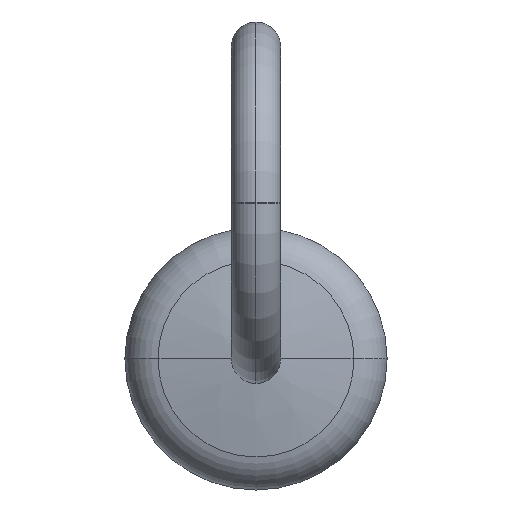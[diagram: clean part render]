
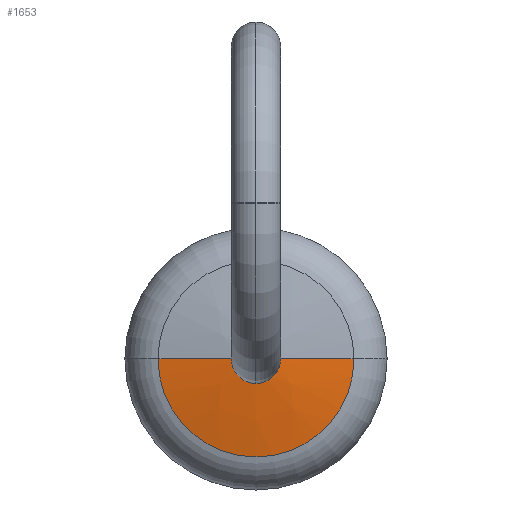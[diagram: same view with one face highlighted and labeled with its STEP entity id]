
A CAD part, left-side view. The second image highlights one B-rep face of the part: STEP entity #1653.
In plain terms, the highlighted free-form (B-spline) face has degree [2, 3] with [3, 4] control points.
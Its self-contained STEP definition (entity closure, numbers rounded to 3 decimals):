
#57 = AXIS2_PLACEMENT_3D ( 'NONE', #2102, #256, #937 ) ;
#70 = B_SPLINE_CURVE_WITH_KNOTS ( 'NONE', 2,
 ( #1454, #78, #1285 ),
 .UNSPECIFIED., .F., .F.,
 ( 3, 3 ),
 ( 0.255, 0.814 ),
 .UNSPECIFIED. ) ;
#78 = CARTESIAN_POINT ( 'NONE',  ( -5.174, 0.751, 0. ) ) ;
#133 = CARTESIAN_POINT ( 'NONE',  ( -5.222, -0.3, -0.6 ) ) ;
#163 = CARTESIAN_POINT ( 'NONE',  ( -5.222, 0.3, 0. ) ) ;
#256 = DIRECTION ( 'NONE',  ( 1., 0., 0. ) ) ;
#292 = EDGE_CURVE ( 'NONE', #1495, #453, #1310, .T. ) ;
#419 = VERTEX_POINT ( 'NONE', #562 ) ;
#453 = VERTEX_POINT ( 'NONE', #2020 ) ;
#508 = ORIENTED_EDGE ( 'NONE', *, *, #292, .T. ) ;
#552 = VERTEX_POINT ( 'NONE', #163 ) ;
#562 = CARTESIAN_POINT ( 'NONE',  ( -5.222, 0., -0.3 ) ) ;
#636 = CARTESIAN_POINT ( 'NONE',  ( -5.174, -0.751, -1.502 ) ) ;
#694 = ORIENTED_EDGE ( 'NONE', *, *, #1001, .F. ) ;
#714 = AXIS2_PLACEMENT_3D ( 'NONE', #1722, #716, #1036 ) ;
#716 = DIRECTION ( 'NONE',  ( -1., 0., 0. ) ) ;
#800 = CARTESIAN_POINT ( 'NONE',  ( -5.222, 0.3, -0.6 ) ) ;
#810 = CARTESIAN_POINT ( 'NONE',  ( -5.174, -0.751, 0. ) ) ;
#857 = EDGE_CURVE ( 'NONE', #453, #1589, #2088, .T. ) ;
#937 = DIRECTION ( 'NONE',  ( 0., -1., 0. ) ) ;
#1001 = EDGE_CURVE ( 'NONE', #1495, #552, #70, .T. ) ;
#1036 = DIRECTION ( 'NONE',  ( 0., -1., 0. ) ) ;
#1126 = ORIENTED_EDGE ( 'NONE', *, *, #2106, .T. ) ;
#1197 = DIRECTION ( 'NONE',  ( 0., -1., 0. ) ) ;
#1202 = EDGE_CURVE ( 'NONE', #1589, #419, #1512, .T. ) ;
#1224 = CARTESIAN_POINT ( 'NONE',  ( -5.222, -0.3, 0. ) ) ;
#1232 = FACE_OUTER_BOUND ( 'NONE', #1817, .T. ) ;
#1262 = ORIENTED_EDGE ( 'NONE', *, *, #1202, .T. ) ;
#1285 = CARTESIAN_POINT ( 'NONE',  ( -5.222, 0.3, 0. ) ) ;
#1303 = CARTESIAN_POINT ( 'NONE',  ( -5.222, -0.3, 0. ) ) ;
#1310 = CIRCLE ( 'NONE', #714, 1.196 ) ;
#1342 = CARTESIAN_POINT ( 'NONE',  ( -5.087, 1.196, -2.392 ) ) ;
#1373 = DIRECTION ( 'NONE',  ( 1., 0., 0. ) ) ;
#1454 = CARTESIAN_POINT ( 'NONE',  ( -5.087, 1.196, 0. ) ) ;
#1483 = CARTESIAN_POINT ( 'NONE',  ( -5.087, -1.196, 0. ) ) ;
#1495 = VERTEX_POINT ( 'NONE', #1531 ) ;
#1512 = CIRCLE ( 'NONE', #1968, 0.3 ) ;
#1531 = CARTESIAN_POINT ( 'NONE',  ( -5.087, 1.196, 0. ) ) ;
#1535 = CARTESIAN_POINT ( 'NONE',  ( -5.222, 0., 0. ) ) ;
#1558 = CARTESIAN_POINT ( 'NONE',  ( -5.174, -0.751, 0. ) ) ;
#1589 = VERTEX_POINT ( 'NONE', #1303 ) ;
#1600 =( BOUNDED_SURFACE ( )  B_SPLINE_SURFACE ( 2, 3, ( 
 ( #1675, #1342, #1649, #1483 ),
 ( #1816, #1811, #636, #810 ),
 ( #1979, #800, #133, #2143 ) ),
 .UNSPECIFIED., .F., .F., .F. ) 
 B_SPLINE_SURFACE_WITH_KNOTS ( ( 3, 3 ),
 ( 4, 4 ),
 ( 0.255, 0.814 ),
 ( 0., 1. ),
 .UNSPECIFIED. ) 
 GEOMETRIC_REPRESENTATION_ITEM ( )  RATIONAL_B_SPLINE_SURFACE ( (
 ( 1., 0.333, 0.333, 1.),
 ( 1., 0.333, 0.333, 1.),
 ( 1., 0.333, 0.333, 1.) ) ) 
 REPRESENTATION_ITEM ( '' )  SURFACE ( )  );
#1649 = CARTESIAN_POINT ( 'NONE',  ( -5.087, -1.196, -2.392 ) ) ;
#1653 = ADVANCED_FACE ( 'NONE', ( #1232 ), #1600, .F. ) ;
#1675 = CARTESIAN_POINT ( 'NONE',  ( -5.087, 1.196, 0. ) ) ;
#1684 = ORIENTED_EDGE ( 'NONE', *, *, #857, .T. ) ;
#1722 = CARTESIAN_POINT ( 'NONE',  ( -5.087, 0., 0. ) ) ;
#1730 = CARTESIAN_POINT ( 'NONE',  ( -5.087, -1.196, 0. ) ) ;
#1804 = CIRCLE ( 'NONE', #57, 0.3 ) ;
#1811 = CARTESIAN_POINT ( 'NONE',  ( -5.174, 0.751, -1.502 ) ) ;
#1816 = CARTESIAN_POINT ( 'NONE',  ( -5.174, 0.751, 0. ) ) ;
#1817 = EDGE_LOOP ( 'NONE', ( #508, #1684, #1262, #1126, #694 ) ) ;
#1968 = AXIS2_PLACEMENT_3D ( 'NONE', #1535, #1373, #1197 ) ;
#1979 = CARTESIAN_POINT ( 'NONE',  ( -5.222, 0.3, 0. ) ) ;
#2020 = CARTESIAN_POINT ( 'NONE',  ( -5.087, -1.196, 0. ) ) ;
#2088 = B_SPLINE_CURVE_WITH_KNOTS ( 'NONE', 2,
 ( #1730, #1558, #1224 ),
 .UNSPECIFIED., .F., .F.,
 ( 3, 3 ),
 ( 0.255, 0.814 ),
 .UNSPECIFIED. ) ;
#2102 = CARTESIAN_POINT ( 'NONE',  ( -5.222, 0., 0. ) ) ;
#2106 = EDGE_CURVE ( 'NONE', #419, #552, #1804, .T. ) ;
#2143 = CARTESIAN_POINT ( 'NONE',  ( -5.222, -0.3, 0. ) ) ;
